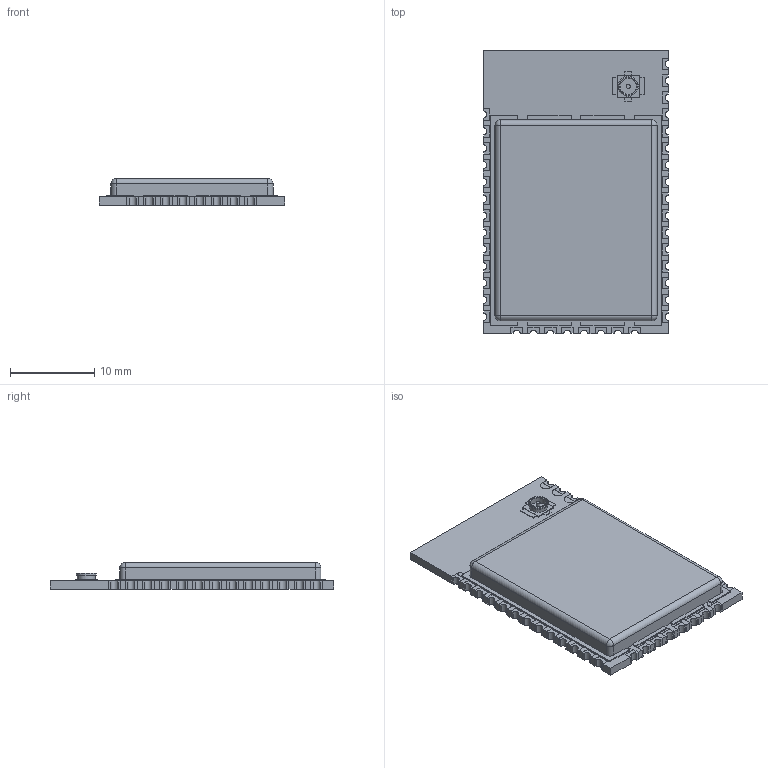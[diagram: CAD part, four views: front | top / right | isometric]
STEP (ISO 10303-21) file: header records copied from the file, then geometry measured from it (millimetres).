
FILE_DESCRIPTION(/* description */ (''),/* implementation_level */ '2;1');
FILE_NAME(/* name */ 'XB9X-DMUS-011.step',/* time_stamp */ '2024-07-01T10:55:49+02:00',/* author */ (''),/* organization */ (''),/* preprocessor_version */ 'ST-DEVELOPER v20',/* originating_system */ 'Autodesk Translation Framework v13.14.0.145',/* authorisation */ '');
FILE_SCHEMA (('AUTOMOTIVE_DESIGN { 1 0 10303 214 3 1 1 }'));
Length unit declared in the file: inch
Products named in the file (1): XB9X-DMUS-011
Bounding box: 22.1 x 33.78 x 3.21 mm (x, y, z)
Volume: 1759 mm3; surface area: 4370.5 mm2
Topology: 8 solids, 8 shells, 837 faces, 2437 edges, 1620 vertices
Faces by surface type: plane 634, cylinder 197, sphere 4, torus 2
Full cylindrical faces by diameter (mm): 0.49 x1, 1.891 x1, 2.145 x1, 2.378 x1
Entity records: 27634 total; most frequent: CARTESIAN_POINT 4895, ORIENTED_EDGE 4874, DIRECTION 4659, EDGE_CURVE 2437, LINE 1891, VECTOR 1891, VERTEX_POINT 1620, AXIS2_PLACEMENT_3D 1384
